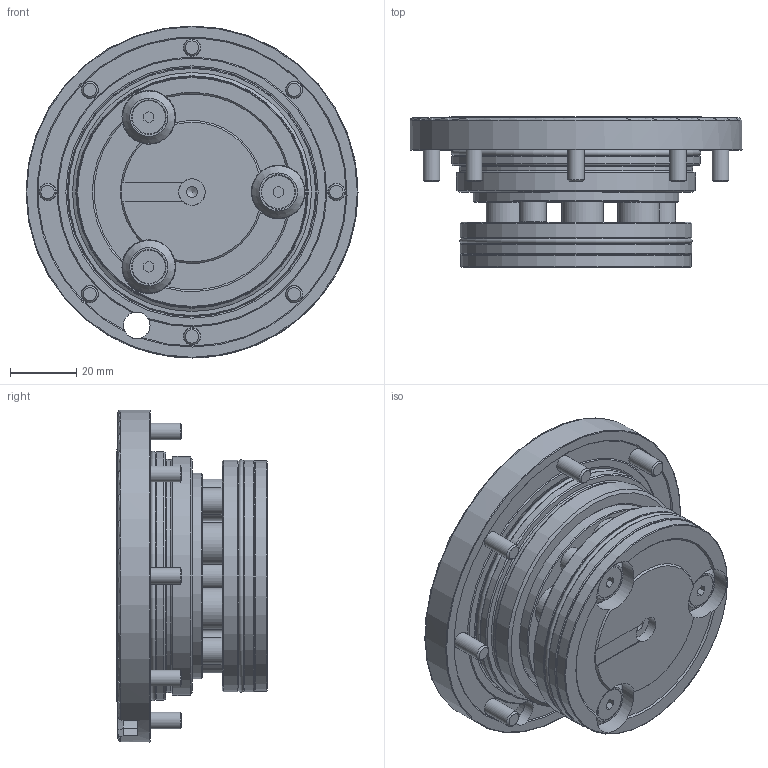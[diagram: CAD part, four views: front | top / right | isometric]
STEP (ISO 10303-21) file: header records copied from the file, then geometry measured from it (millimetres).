
FILE_DESCRIPTION (( 'STEP AP214' ), '1' );
FILE_NAME ('STARK_5000 104-3_A.STEP', '2022-01-25T10:13:41', ( '' ), ( '' ), 'SwSTEP 2.0', 'SolidWorks 2021', '' );
FILE_SCHEMA (( 'AUTOMOTIVE_DESIGN' ));
Length unit declared in the file: millimetre
Products named in the file (1): STARK_5000 104-3_A
Bounding box: 100 x 45.3 x 100 mm (x, y, z)
Volume: 174016.5 mm3; surface area: 42841.4 mm2
Topology: 1 solids, 4 shells, 448 faces, 999 edges, 651 vertices
Faces by surface type: plane 214, cylinder 114, cone 80, torus 40
Full cylindrical faces by diameter (mm): 3.3 x1, 5 x11, 5.2 x14, 6.9 x3, 7.05 x3, 8 x5, 8.5 x8, 9 x8, 9.001 x8, 10 x3, 11.5 x3, 12.5 x6, 16.2 x3, 32 x1, 32.2 x1, 61.9 x1, 62 x1, 69.048 x2, 69.3 x1, 69.8 x2, 70.2 x1, 72 x1, 75 x1, 100 x1
Entity records: 14631 total; most frequent: CARTESIAN_POINT 2422, DIRECTION 1922, ORIENTED_EDGE 1532, AXIS2_PLACEMENT_3D 821, EDGE_CURVE 766, EDGE_LOOP 739, VERTEX_POINT 593, FACE_OUTER_BOUND 567
